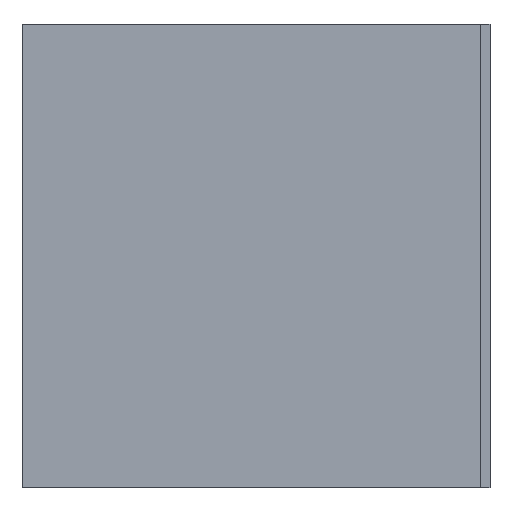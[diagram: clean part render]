
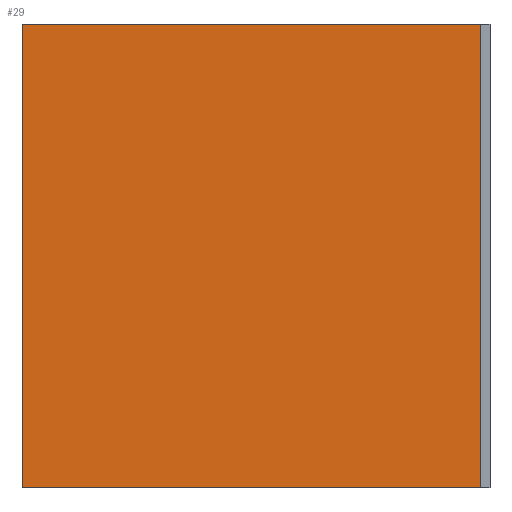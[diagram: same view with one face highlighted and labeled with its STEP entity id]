
A CAD part, left-side view. The second image highlights one B-rep face of the part: STEP entity #29.
In plain terms, the highlighted planar face has unit normal (-1, 0, 0).
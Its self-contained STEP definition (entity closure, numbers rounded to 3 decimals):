
#29=ADVANCED_FACE('',(#61),#567,.T.);
#61=FACE_OUTER_BOUND('',#99,.T.);
#99=EDGE_LOOP('',(#182,#183,#184,#185));
#182=ORIENTED_EDGE('',*,*,#345,.F.);
#183=ORIENTED_EDGE('',*,*,#324,.F.);
#184=ORIENTED_EDGE('',*,*,#335,.F.);
#185=ORIENTED_EDGE('',*,*,#316,.F.);
#316=EDGE_CURVE('',#496,#495,#430,.T.);
#324=EDGE_CURVE('',#504,#503,#438,.T.);
#335=EDGE_CURVE('',#495,#504,#447,.T.);
#345=EDGE_CURVE('',#503,#496,#457,.T.);
#430=B_SPLINE_CURVE_WITH_KNOTS('',1,(#1027,#1028,#1029),.UNSPECIFIED.,.F.,
 .F.,(2,1,2),(20.69,108.452,110.261),
 .UNSPECIFIED.);
#438=B_SPLINE_CURVE_WITH_KNOTS('',1,(#1046,#1047,#1048),.UNSPECIFIED.,.F.,
 .F.,(2,1,2),(-1.655,0.154,87.916),
 .UNSPECIFIED.);
#447=B_SPLINE_CURVE_WITH_KNOTS('',1,(#1076,#1077),.UNSPECIFIED.,.F.,.F.,
(2,2),(10.001,110.001),.UNSPECIFIED.);
#457=B_SPLINE_CURVE_WITH_KNOTS('',1,(#1096,#1097),.UNSPECIFIED.,.F.,.F.,
(2,2),(-117.501,-17.501),.UNSPECIFIED.);
#495=VERTEX_POINT('',#957);
#496=VERTEX_POINT('',#958);
#503=VERTEX_POINT('',#965);
#504=VERTEX_POINT('',#966);
#567=PLANE('',#675);
#675=AXIS2_PLACEMENT_3D('',#721,#698,$);
#698=DIRECTION('',(-1.,0.,0.));
#721=CARTESIAN_POINT('',(-2.,-19.504,-25.001));
#957=CARTESIAN_POINT('',(-2.,101.,0.));
#958=CARTESIAN_POINT('',(-2.,2.,0.));
#965=CARTESIAN_POINT('',(-2.,2.,100.));
#966=CARTESIAN_POINT('',(-2.,101.,100.));
#1027=CARTESIAN_POINT('',(-2.,2.,0.));
#1028=CARTESIAN_POINT('',(-2.,99.,0.));
#1029=CARTESIAN_POINT('',(-2.,101.,0.));
#1046=CARTESIAN_POINT('',(-2.,101.,100.));
#1047=CARTESIAN_POINT('',(-2.,99.,100.));
#1048=CARTESIAN_POINT('',(-2.,2.,100.));
#1076=CARTESIAN_POINT('',(-2.,101.,0.));
#1077=CARTESIAN_POINT('',(-2.,101.,100.));
#1096=CARTESIAN_POINT('',(-2.,2.,100.));
#1097=CARTESIAN_POINT('',(-2.,2.,0.));
